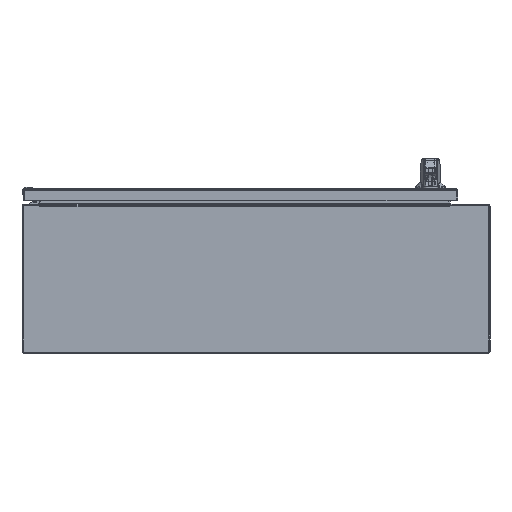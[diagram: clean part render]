
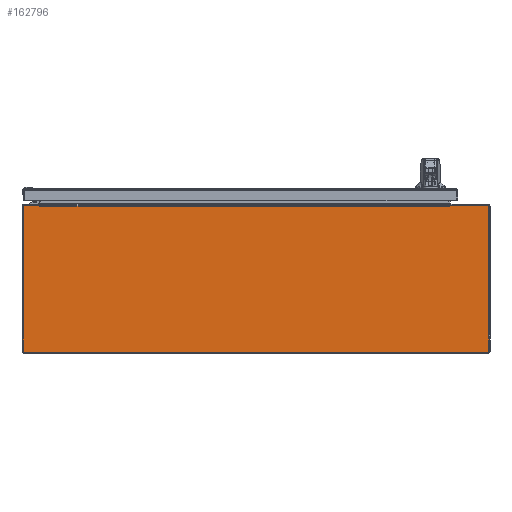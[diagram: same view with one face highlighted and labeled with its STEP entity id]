
A CAD part, front view. The second image highlights one B-rep face of the part: STEP entity #162796.
In plain terms, the highlighted planar face has unit normal (0, -1, 0).
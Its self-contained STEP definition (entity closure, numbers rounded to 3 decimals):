
#3664 = CIRCLE ( 'NONE', #123272, 0.08 ) ;
#4215 = LINE ( 'NONE', #161952, #124253 ) ;
#6289 = DIRECTION ( 'NONE',  ( 0., 1., 0. ) ) ;
#11772 = CIRCLE ( 'NONE', #200145, 0.08 ) ;
#14137 = VERTEX_POINT ( 'NONE', #115990 ) ;
#16773 = VECTOR ( 'NONE', #115705, 39.37 ) ;
#18486 = DIRECTION ( 'NONE',  ( 0., 1., 0. ) ) ;
#20504 = EDGE_CURVE ( 'NONE', #98523, #35180, #127728, .T. ) ;
#22201 = CARTESIAN_POINT ( 'NONE',  ( -14.516, -18., 4.937 ) ) ;
#26541 = EDGE_CURVE ( 'NONE', #75952, #181450, #59057, .T. ) ;
#27192 = DIRECTION ( 'NONE',  ( 0., 1., 0. ) ) ;
#27965 = VERTEX_POINT ( 'NONE', #44094 ) ;
#28762 = ORIENTED_EDGE ( 'NONE', *, *, #28952, .F. ) ;
#28952 = EDGE_CURVE ( 'NONE', #95460, #75952, #11772, .T. ) ;
#31047 = LINE ( 'NONE', #98011, #188839 ) ;
#34164 = DIRECTION ( 'NONE',  ( -1., 0., 0. ) ) ;
#34865 = CARTESIAN_POINT ( 'NONE',  ( 0., -18., 4.937 ) ) ;
#35180 = VERTEX_POINT ( 'NONE', #160748 ) ;
#37119 = EDGE_CURVE ( 'NONE', #209816, #162673, #197835, .T. ) ;
#44094 = CARTESIAN_POINT ( 'NONE',  ( -15.624, -18., -4.857 ) ) ;
#47171 = ORIENTED_EDGE ( 'NONE', *, *, #166684, .T. ) ;
#49206 = DIRECTION ( 'NONE',  ( 1., 0., 0. ) ) ;
#52457 = CARTESIAN_POINT ( 'NONE',  ( 0., -18., -4.937 ) ) ;
#57667 = EDGE_CURVE ( 'NONE', #14137, #98523, #165291, .T. ) ;
#59057 = LINE ( 'NONE', #114600, #16773 ) ;
#66478 = VECTOR ( 'NONE', #34164, 39.37 ) ;
#69313 = CARTESIAN_POINT ( 'NONE',  ( 0., -18., 4.855 ) ) ;
#70384 = VERTEX_POINT ( 'NONE', #70849 ) ;
#70849 = CARTESIAN_POINT ( 'NONE',  ( 13.016, -18., 4.937 ) ) ;
#73462 = DIRECTION ( 'NONE',  ( -0.174, 0., -0.985 ) ) ;
#74215 = VECTOR ( 'NONE', #119976, 39.37 ) ;
#74358 = AXIS2_PLACEMENT_3D ( 'NONE', #220574, #199116, #81092 ) ;
#75600 = ORIENTED_EDGE ( 'NONE', *, *, #20504, .T. ) ;
#75952 = VERTEX_POINT ( 'NONE', #192200 ) ;
#79968 = DIRECTION ( 'NONE',  ( 0., 0., -1. ) ) ;
#81092 = DIRECTION ( 'NONE',  ( 0., 0., -1. ) ) ;
#82361 = ORIENTED_EDGE ( 'NONE', *, *, #151741, .F. ) ;
#82543 = ORIENTED_EDGE ( 'NONE', *, *, #214814, .F. ) ;
#84752 = CARTESIAN_POINT ( 'NONE',  ( -14.501, -18., 4.855 ) ) ;
#86845 = ORIENTED_EDGE ( 'NONE', *, *, #101087, .F. ) ;
#88808 = ORIENTED_EDGE ( 'NONE', *, *, #26541, .F. ) ;
#90767 = VECTOR ( 'NONE', #156454, 39.37 ) ;
#95460 = VERTEX_POINT ( 'NONE', #210719 ) ;
#96706 = VECTOR ( 'NONE', #172708, 39.37 ) ;
#97072 = EDGE_LOOP ( 'NONE', ( #86845, #82543, #145684, #202651, #189645, #206199, #88808, #28762, #82361, #47171, #140368, #75600, #105560, #184966 ) ) ;
#98011 = CARTESIAN_POINT ( 'NONE',  ( 0., -18., 4.937 ) ) ;
#98523 = VERTEX_POINT ( 'NONE', #157796 ) ;
#98810 = AXIS2_PLACEMENT_3D ( 'NONE', #204708, #116271, #79968 ) ;
#101087 = EDGE_CURVE ( 'NONE', #105768, #162673, #189152, .T. ) ;
#102251 = LINE ( 'NONE', #69313, #66478 ) ;
#105560 = ORIENTED_EDGE ( 'NONE', *, *, #122788, .T. ) ;
#105768 = VERTEX_POINT ( 'NONE', #133807 ) ;
#106986 = VERTEX_POINT ( 'NONE', #110212 ) ;
#107172 = DIRECTION ( 'NONE',  ( -0.174, 0., 0.985 ) ) ;
#107373 = CARTESIAN_POINT ( 'NONE',  ( 15.544, -18., 4.857 ) ) ;
#109403 = CARTESIAN_POINT ( 'NONE',  ( -14.501, -18., 4.855 ) ) ;
#110212 = CARTESIAN_POINT ( 'NONE',  ( -15.544, -18., -4.937 ) ) ;
#114600 = CARTESIAN_POINT ( 'NONE',  ( 15.624, -18., 0. ) ) ;
#115159 = PLANE ( 'NONE',  #98810 ) ;
#115705 = DIRECTION ( 'NONE',  ( 0., 0., -1. ) ) ;
#115990 = CARTESIAN_POINT ( 'NONE',  ( 13.001, -18., 4.855 ) ) ;
#116271 = DIRECTION ( 'NONE',  ( 0., -1., 0. ) ) ;
#117364 = CARTESIAN_POINT ( 'NONE',  ( -15.624, -18., 0. ) ) ;
#117405 = FACE_OUTER_BOUND ( 'NONE', #97072, .T. ) ;
#119976 = DIRECTION ( 'NONE',  ( 1., 0., 0. ) ) ;
#121384 = VECTOR ( 'NONE', #135481, 39.37 ) ;
#122788 = EDGE_CURVE ( 'NONE', #35180, #209816, #102251, .T. ) ;
#123272 = AXIS2_PLACEMENT_3D ( 'NONE', #181530, #27192, #183759 ) ;
#124253 = VECTOR ( 'NONE', #73462, 39.37 ) ;
#125988 = EDGE_CURVE ( 'NONE', #27965, #174321, #208022, .T. ) ;
#127049 = EDGE_CURVE ( 'NONE', #106986, #27965, #172205, .T. ) ;
#127728 = LINE ( 'NONE', #192719, #90767 ) ;
#131796 = VECTOR ( 'NONE', #217422, 39.37 ) ;
#133759 = AXIS2_PLACEMENT_3D ( 'NONE', #153588, #18486, #156937 ) ;
#133807 = CARTESIAN_POINT ( 'NONE',  ( -15.544, -18., 4.937 ) ) ;
#135481 = DIRECTION ( 'NONE',  ( 0., 0., 1. ) ) ;
#140368 = ORIENTED_EDGE ( 'NONE', *, *, #57667, .T. ) ;
#144614 = CIRCLE ( 'NONE', #133759, 0.08 ) ;
#145684 = ORIENTED_EDGE ( 'NONE', *, *, #125988, .F. ) ;
#148260 = CARTESIAN_POINT ( 'NONE',  ( 12.993, -18., 4.855 ) ) ;
#150276 = EDGE_CURVE ( 'NONE', #181450, #154919, #3664, .T. ) ;
#151741 = EDGE_CURVE ( 'NONE', #70384, #95460, #31047, .T. ) ;
#153588 = CARTESIAN_POINT ( 'NONE',  ( -15.544, -18., 4.857 ) ) ;
#154919 = VERTEX_POINT ( 'NONE', #166582 ) ;
#156454 = DIRECTION ( 'NONE',  ( -1., 0., 0. ) ) ;
#156937 = DIRECTION ( 'NONE',  ( 0., 0., -1. ) ) ;
#157796 = CARTESIAN_POINT ( 'NONE',  ( 12.986, -18., 4.855 ) ) ;
#160652 = DIRECTION ( 'NONE',  ( 0., 0., -1. ) ) ;
#160748 = CARTESIAN_POINT ( 'NONE',  ( -14.485, -18., 4.855 ) ) ;
#161952 = CARTESIAN_POINT ( 'NONE',  ( 13.016, -18., 4.937 ) ) ;
#162673 = VERTEX_POINT ( 'NONE', #22201 ) ;
#162796 = ADVANCED_FACE ( 'NONE', ( #117405 ), #115159, .T. ) ;
#165291 = LINE ( 'NONE', #148260, #131796 ) ;
#166582 = CARTESIAN_POINT ( 'NONE',  ( 15.544, -18., -4.937 ) ) ;
#166684 = EDGE_CURVE ( 'NONE', #70384, #14137, #4215, .T. ) ;
#172205 = CIRCLE ( 'NONE', #74358, 0.08 ) ;
#172708 = DIRECTION ( 'NONE',  ( -1., 0., 0. ) ) ;
#174321 = VERTEX_POINT ( 'NONE', #211511 ) ;
#181450 = VERTEX_POINT ( 'NONE', #196367 ) ;
#181530 = CARTESIAN_POINT ( 'NONE',  ( 15.544, -18., -4.857 ) ) ;
#183759 = DIRECTION ( 'NONE',  ( 0., 0., -1. ) ) ;
#184966 = ORIENTED_EDGE ( 'NONE', *, *, #37119, .T. ) ;
#188839 = VECTOR ( 'NONE', #49206, 39.37 ) ;
#189152 = LINE ( 'NONE', #34865, #74215 ) ;
#189523 = VECTOR ( 'NONE', #107172, 39.37 ) ;
#189645 = ORIENTED_EDGE ( 'NONE', *, *, #210394, .F. ) ;
#192200 = CARTESIAN_POINT ( 'NONE',  ( 15.624, -18., 4.857 ) ) ;
#192719 = CARTESIAN_POINT ( 'NONE',  ( 0., -18., 4.855 ) ) ;
#196367 = CARTESIAN_POINT ( 'NONE',  ( 15.624, -18., -4.857 ) ) ;
#197835 = LINE ( 'NONE', #109403, #189523 ) ;
#199116 = DIRECTION ( 'NONE',  ( 0., 1., 0. ) ) ;
#200145 = AXIS2_PLACEMENT_3D ( 'NONE', #107373, #6289, #160652 ) ;
#202651 = ORIENTED_EDGE ( 'NONE', *, *, #127049, .F. ) ;
#204708 = CARTESIAN_POINT ( 'NONE',  ( 0., -18., 0. ) ) ;
#206199 = ORIENTED_EDGE ( 'NONE', *, *, #150276, .F. ) ;
#208022 = LINE ( 'NONE', #117364, #121384 ) ;
#209816 = VERTEX_POINT ( 'NONE', #84752 ) ;
#210062 = LINE ( 'NONE', #52457, #96706 ) ;
#210394 = EDGE_CURVE ( 'NONE', #154919, #106986, #210062, .T. ) ;
#210719 = CARTESIAN_POINT ( 'NONE',  ( 15.544, -18., 4.937 ) ) ;
#211511 = CARTESIAN_POINT ( 'NONE',  ( -15.624, -18., 4.857 ) ) ;
#214814 = EDGE_CURVE ( 'NONE', #174321, #105768, #144614, .T. ) ;
#217422 = DIRECTION ( 'NONE',  ( -1., 0., 0. ) ) ;
#220574 = CARTESIAN_POINT ( 'NONE',  ( -15.544, -18., -4.857 ) ) ;
